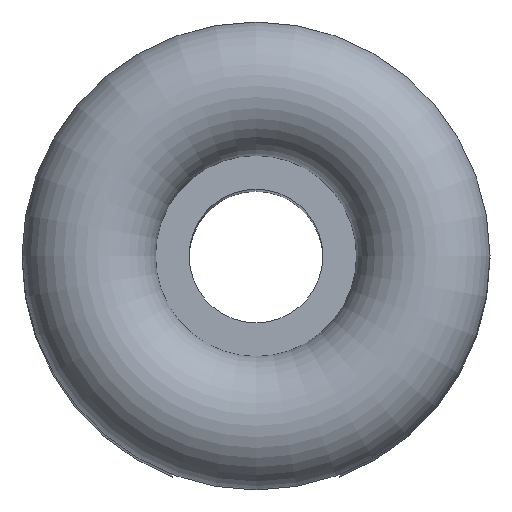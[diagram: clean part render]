
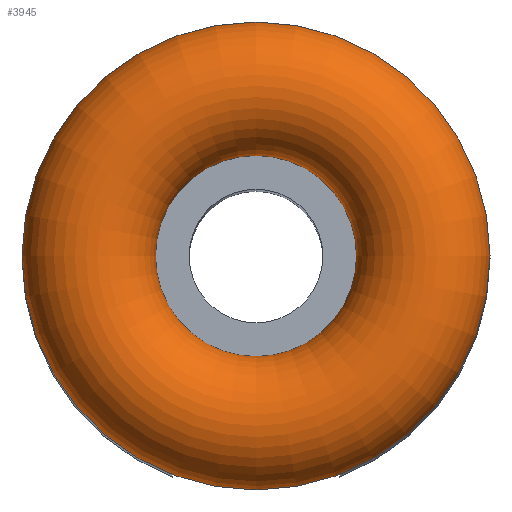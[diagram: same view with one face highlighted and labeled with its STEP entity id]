
A CAD part, top view. The second image highlights one B-rep face of the part: STEP entity #3945.
In plain terms, the highlighted toroidal (fillet/blend) face has major radius 5 mm and minor radius 2 mm.
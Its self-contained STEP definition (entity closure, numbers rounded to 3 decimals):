
#93 = PLANE('',#94);
#94 = AXIS2_PLACEMENT_3D('',#95,#96,#97);
#95 = CARTESIAN_POINT('',(0.,0.,42.));
#96 = DIRECTION('',(0.,0.,1.));
#97 = DIRECTION('',(1.,0.,0.));
#224 = EDGE_CURVE('',#225,#225,#227,.T.);
#225 = VERTEX_POINT('',#226);
#226 = CARTESIAN_POINT('',(3.064,0.,42.));
#227 = SURFACE_CURVE('',#228,(#233,#244),.PCURVE_S1.);
#228 = CIRCLE('',#229,3.064);
#229 = AXIS2_PLACEMENT_3D('',#230,#231,#232);
#230 = CARTESIAN_POINT('',(0.,0.,42.));
#231 = DIRECTION('',(0.,0.,-1.));
#232 = DIRECTION('',(1.,0.,0.));
#233 = PCURVE('',#93,#234);
#234 = DEFINITIONAL_REPRESENTATION('',(#235),#243);
#235 = ( BOUNDED_CURVE() B_SPLINE_CURVE(2,(#236,#237,#238,#239,#240,#241
,#242),.UNSPECIFIED.,.T.,.F.) B_SPLINE_CURVE_WITH_KNOTS((1,2,2,2,2,1),(
    -2.094,0.,2.094,4.189,6.283,
8.378),.UNSPECIFIED.) CURVE() GEOMETRIC_REPRESENTATION_ITEM() 
RATIONAL_B_SPLINE_CURVE((1.,0.5,1.,0.5,1.,0.5,1.)) REPRESENTATION_ITEM(
  '') );
#236 = CARTESIAN_POINT('',(3.064,0.));
#237 = CARTESIAN_POINT('',(3.064,-5.306));
#238 = CARTESIAN_POINT('',(-1.532,-2.653));
#239 = CARTESIAN_POINT('',(-6.127,0.));
#240 = CARTESIAN_POINT('',(-1.532,2.653));
#241 = CARTESIAN_POINT('',(3.064,5.306));
#242 = CARTESIAN_POINT('',(3.064,0.));
#243 = ( GEOMETRIC_REPRESENTATION_CONTEXT(2) 
PARAMETRIC_REPRESENTATION_CONTEXT() REPRESENTATION_CONTEXT('2D SPACE',''
  ) );
#244 = PCURVE('',#245,#250);
#245 = TOROIDAL_SURFACE('',#246,5.,2.);
#246 = AXIS2_PLACEMENT_3D('',#247,#248,#249);
#247 = CARTESIAN_POINT('',(0.,0.,42.5));
#248 = DIRECTION('',(-0.,-0.,-1.));
#249 = DIRECTION('',(1.,0.,0.));
#250 = DEFINITIONAL_REPRESENTATION('',(#251),#255);
#251 = LINE('',#252,#253);
#252 = CARTESIAN_POINT('',(-6.283,2.889));
#253 = VECTOR('',#254,1.);
#254 = DIRECTION('',(1.,-0.));
#255 = ( GEOMETRIC_REPRESENTATION_CONTEXT(2) 
PARAMETRIC_REPRESENTATION_CONTEXT() REPRESENTATION_CONTEXT('2D SPACE',''
  ) );
#2200 = TOROIDAL_SURFACE('',#2201,5.,2.);
#2201 = AXIS2_PLACEMENT_3D('',#2202,#2203,#2204);
#2202 = CARTESIAN_POINT('',(0.,0.,42.5));
#2203 = DIRECTION('',(-0.,-0.,-1.));
#2204 = DIRECTION('',(1.,0.,0.));
#3945 = ADVANCED_FACE('',(#3946),#245,.T.);
#3946 = FACE_BOUND('',#3947,.F.);
#3947 = EDGE_LOOP('',(#3948,#3972,#3994,#3995));
#3948 = ORIENTED_EDGE('',*,*,#3949,.T.);
#3949 = EDGE_CURVE('',#225,#3950,#3952,.T.);
#3950 = VERTEX_POINT('',#3951);
#3951 = CARTESIAN_POINT('',(7.,0.,42.5));
#3952 = SEAM_CURVE('',#3953,(#3958,#3965),.PCURVE_S1.);
#3953 = CIRCLE('',#3954,2.);
#3954 = AXIS2_PLACEMENT_3D('',#3955,#3956,#3957);
#3955 = CARTESIAN_POINT('',(5.,0.,42.5));
#3956 = DIRECTION('',(-0.,1.,0.));
#3957 = DIRECTION('',(1.,0.,0.));
#3958 = PCURVE('',#245,#3959);
#3959 = DEFINITIONAL_REPRESENTATION('',(#3960),#3964);
#3960 = LINE('',#3961,#3962);
#3961 = CARTESIAN_POINT('',(-6.283,0.));
#3962 = VECTOR('',#3963,1.);
#3963 = DIRECTION('',(-0.,1.));
#3964 = ( GEOMETRIC_REPRESENTATION_CONTEXT(2) 
PARAMETRIC_REPRESENTATION_CONTEXT() REPRESENTATION_CONTEXT('2D SPACE',''
  ) );
#3965 = PCURVE('',#245,#3966);
#3966 = DEFINITIONAL_REPRESENTATION('',(#3967),#3971);
#3967 = LINE('',#3968,#3969);
#3968 = CARTESIAN_POINT('',(-0.,0.));
#3969 = VECTOR('',#3970,1.);
#3970 = DIRECTION('',(-0.,1.));
#3971 = ( GEOMETRIC_REPRESENTATION_CONTEXT(2) 
PARAMETRIC_REPRESENTATION_CONTEXT() REPRESENTATION_CONTEXT('2D SPACE',''
  ) );
#3972 = ORIENTED_EDGE('',*,*,#3973,.F.);
#3973 = EDGE_CURVE('',#3950,#3950,#3974,.T.);
#3974 = SURFACE_CURVE('',#3975,(#3980,#3987),.PCURVE_S1.);
#3975 = CIRCLE('',#3976,7.);
#3976 = AXIS2_PLACEMENT_3D('',#3977,#3978,#3979);
#3977 = CARTESIAN_POINT('',(0.,0.,42.5));
#3978 = DIRECTION('',(0.,0.,1.));
#3979 = DIRECTION('',(1.,0.,0.));
#3980 = PCURVE('',#245,#3981);
#3981 = DEFINITIONAL_REPRESENTATION('',(#3982),#3986);
#3982 = LINE('',#3983,#3984);
#3983 = CARTESIAN_POINT('',(-0.,6.283));
#3984 = VECTOR('',#3985,1.);
#3985 = DIRECTION('',(-1.,0.));
#3986 = ( GEOMETRIC_REPRESENTATION_CONTEXT(2) 
PARAMETRIC_REPRESENTATION_CONTEXT() REPRESENTATION_CONTEXT('2D SPACE',''
  ) );
#3987 = PCURVE('',#2200,#3988);
#3988 = DEFINITIONAL_REPRESENTATION('',(#3989),#3993);
#3989 = LINE('',#3990,#3991);
#3990 = CARTESIAN_POINT('',(-0.,0.));
#3991 = VECTOR('',#3992,1.);
#3992 = DIRECTION('',(-1.,0.));
#3993 = ( GEOMETRIC_REPRESENTATION_CONTEXT(2) 
PARAMETRIC_REPRESENTATION_CONTEXT() REPRESENTATION_CONTEXT('2D SPACE',''
  ) );
#3994 = ORIENTED_EDGE('',*,*,#3949,.F.);
#3995 = ORIENTED_EDGE('',*,*,#224,.F.);
